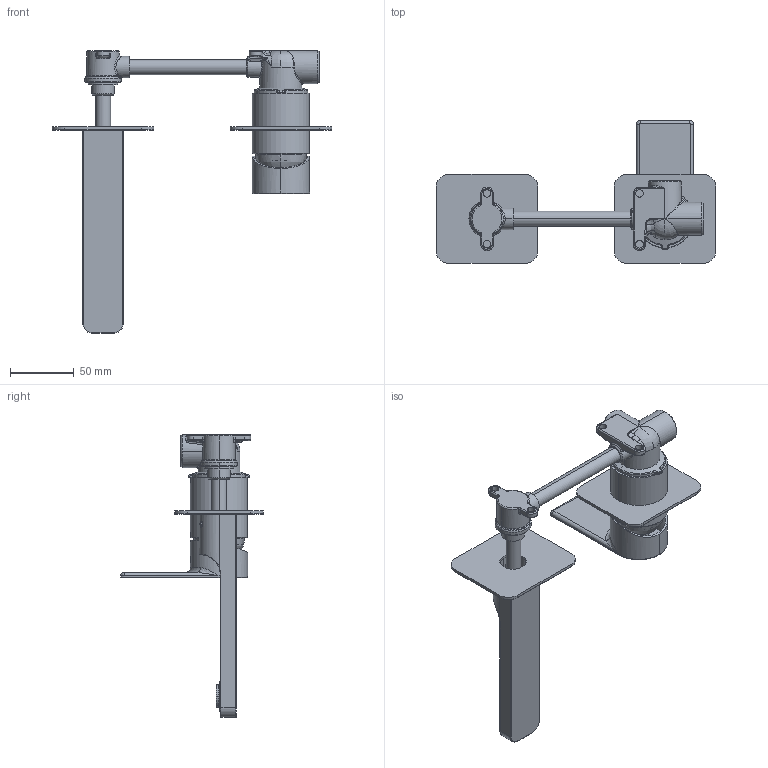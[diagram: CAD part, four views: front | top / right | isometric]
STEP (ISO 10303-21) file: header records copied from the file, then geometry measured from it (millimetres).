
FILE_DESCRIPTION((''),'2;1');
FILE_NAME('B28-20001_ASM','2023-09-25T08:42:16',('Administrator'),(''),'CREO PARAMETRIC BY PTC INC, 2019010','CREO PARAMETRIC BY PTC INC, 2019010','');
FILE_SCHEMA(('AUTOMOTIVE_DESIGN { 1 0 10303 214 1 1 1 1 }'));
Products named in the file (20): B28-MB; B28-MB-1; 712601; 710103; 615101; 822101; MANIFOLD_SOLID_BREP_746_11; MANIFOLD_SOLID_BREP_752_11; MANIFOLD_SOLID_BREP_753_11; MANIFOLD_SOLID_BREP_754_11; MANIFOLD_SOLID_BREP_505_49; 40KA70001NT; 940103; 610102; 22X2; 12X1_9; 1234_ASM; 940800-5_ASM; 912401; B28-20001_ASM
Assembly tree (20 placements, depth 4):
  B28-20001_ASM
    B28-MB
    B28-MB-1
    712601
    710103
    615101
    822101
    940800-5_ASM
      MANIFOLD_SOLID_BREP_746_11
      MANIFOLD_SOLID_BREP_752_11
      MANIFOLD_SOLID_BREP_753_11
      MANIFOLD_SOLID_BREP_754_11
      MANIFOLD_SOLID_BREP_505_49
      40KA70001NT
      940103
      1234_ASM
        610102
        22X2
        12X1_9  x2
    912401
Bounding box: 220 x 112.5 x 222.5 mm (x, y, z)
Volume: 207018.5 mm3; surface area: 158679.3 mm2
Topology: 20 solids, 39 shells, 2933 faces, 7529 edges, 4898 vertices
Faces by surface type: plane 1391, cylinder 945, torus 262, bspline 153, cone 119, extrusion 38, sphere 22, revolution 3
Entity records: 114932 total; most frequent: CARTESIAN_POINT 41437, DIRECTION 14528, ORIENTED_EDGE 14484, EDGE_CURVE 7450, AXIS2_PLACEMENT_3D 5213, VERTEX_POINT 4849, VECTOR 4041, LINE 4003
